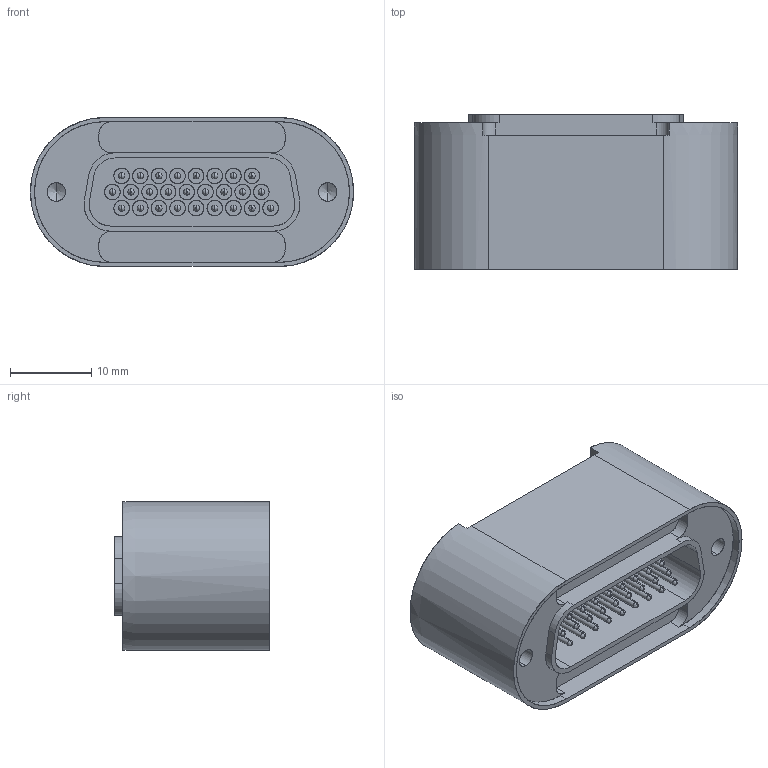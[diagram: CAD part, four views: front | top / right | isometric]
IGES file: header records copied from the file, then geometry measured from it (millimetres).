
Start section: SolidWorks IGES file using analytic representation for surfaces
Global section: file name: 23801-01-W.IGS; native system: SolidWorks 2019; preprocessor: SolidWorks 2019; author: Obadiah Bucchieri; date: 201015.154719; units: inch
Bounding box: 39.67 x 19 x 18.29 mm (x, y, z)
Surface area: 7092.6 mm2 (no closed solid volume)
Topology: 0 solids, 0 shells, 505 faces, 6936 edges, 6928 vertices
Faces by surface type: revolution 256, bspline 249
